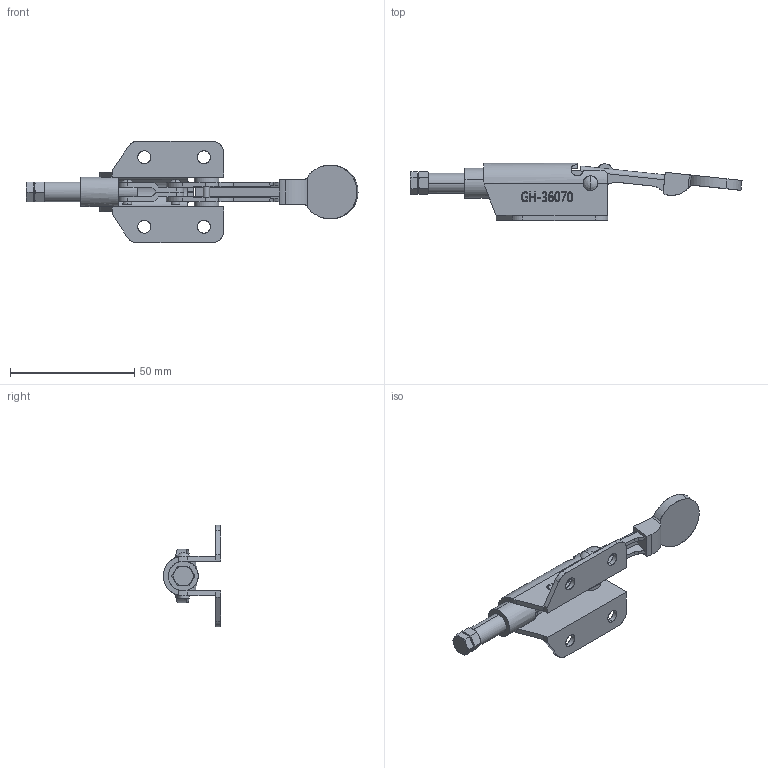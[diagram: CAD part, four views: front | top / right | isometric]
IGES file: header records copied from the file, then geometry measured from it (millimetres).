
Start section: SolidWorks IGES file using analytic representation for surfaces
Global section: file name: GH-36070(ﾂｲ､ﾆ).IGS,; native system: SolidWorks 2016; preprocessor: SolidWorks 2016; author: LinWei; date: 200703.095210; units: millimetre
Bounding box: 133.6 x 23 x 41 mm (x, y, z)
Surface area: 14182.2 mm2 (no closed solid volume)
Topology: 0 solids, 0 shells, 331 faces, 5058 edges, 5053 vertices
Faces by surface type: bspline 198, revolution 133
